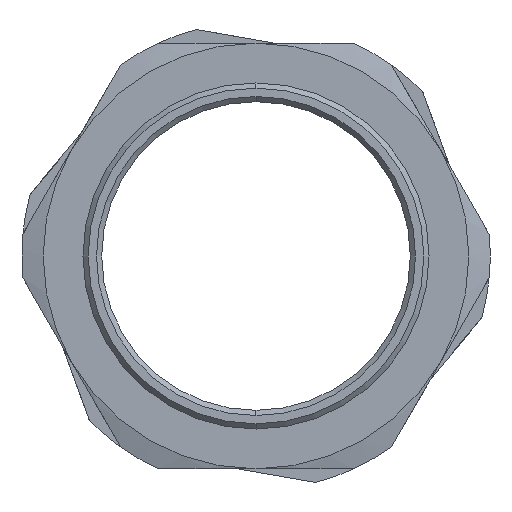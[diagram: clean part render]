
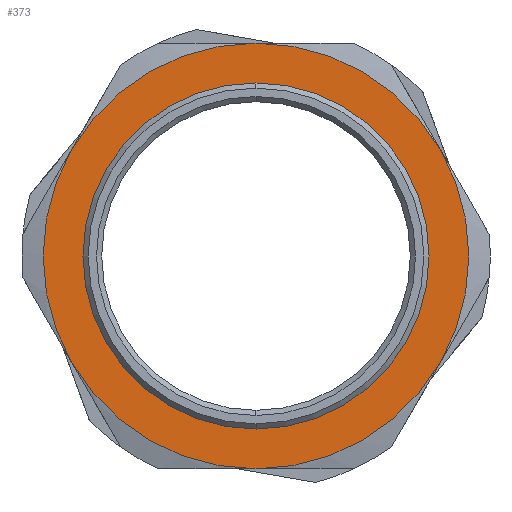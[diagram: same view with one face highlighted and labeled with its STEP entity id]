
A CAD part, left-side view. The second image highlights one B-rep face of the part: STEP entity #373.
In plain terms, the highlighted planar face has unit normal (-1, 0, 0).
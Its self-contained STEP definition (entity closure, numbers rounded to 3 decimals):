
#32 = DIRECTION ( 'NONE',  ( 0., 0., 1. ) ) ;
#51 = CIRCLE ( 'NONE', #2201, 61.5 ) ;
#84 = AXIS2_PLACEMENT_3D ( 'NONE', #504, #2236, #32 ) ;
#86 = CARTESIAN_POINT ( 'NONE',  ( 24.3, 53.261, -30.75 ) ) ;
#102 = ORIENTED_EDGE ( 'NONE', *, *, #1214, .F. ) ;
#116 = DIRECTION ( 'NONE',  ( 1., 0., 0. ) ) ;
#135 = DIRECTION ( 'NONE',  ( 0., 0., -1. ) ) ;
#137 = VERTEX_POINT ( 'NONE', #1000 ) ;
#144 = AXIS2_PLACEMENT_3D ( 'NONE', #2640, #1341, #482 ) ;
#165 = EDGE_LOOP ( 'NONE', ( #2229, #1935, #2307, #102, #1225, #1764 ) ) ;
#203 = AXIS2_PLACEMENT_3D ( 'NONE', #2571, #1955, #2363 ) ;
#213 = CARTESIAN_POINT ( 'NONE',  ( 24.3, -53.261, -30.75 ) ) ;
#260 = EDGE_CURVE ( 'NONE', #137, #324, #1079, .T. ) ;
#324 = VERTEX_POINT ( 'NONE', #86 ) ;
#346 = CARTESIAN_POINT ( 'NONE',  ( 24.3, 0., 61.5 ) ) ;
#356 = FACE_OUTER_BOUND ( 'NONE', #165, .T. ) ;
#373 = ADVANCED_FACE ( 'NONE', ( #2749, #356 ), #1867, .F. ) ;
#386 = CARTESIAN_POINT ( 'NONE',  ( 24.3, 0., 50. ) ) ;
#397 = CARTESIAN_POINT ( 'NONE',  ( 24.3, 0., -50. ) ) ;
#424 = DIRECTION ( 'NONE',  ( 0., 0., -1. ) ) ;
#472 = CARTESIAN_POINT ( 'NONE',  ( 24.3, 0., 0. ) ) ;
#482 = DIRECTION ( 'NONE',  ( 0., 0., -1. ) ) ;
#504 = CARTESIAN_POINT ( 'NONE',  ( 24.3, 0., 0. ) ) ;
#570 = ORIENTED_EDGE ( 'NONE', *, *, #2811, .T. ) ;
#698 = CIRCLE ( 'NONE', #84, 61.5 ) ;
#716 = VERTEX_POINT ( 'NONE', #2110 ) ;
#719 = DIRECTION ( 'NONE',  ( 1., 0., 0. ) ) ;
#730 = AXIS2_PLACEMENT_3D ( 'NONE', #2234, #735, #1135 ) ;
#735 = DIRECTION ( 'NONE',  ( 1., 0., 0. ) ) ;
#769 = CIRCLE ( 'NONE', #2758, 61.5 ) ;
#905 = AXIS2_PLACEMENT_3D ( 'NONE', #2657, #719, #952 ) ;
#935 = DIRECTION ( 'NONE',  ( 0., 0., -1. ) ) ;
#952 = DIRECTION ( 'NONE',  ( 0., 0., -1. ) ) ;
#990 = EDGE_LOOP ( 'NONE', ( #570, #1484 ) ) ;
#1000 = CARTESIAN_POINT ( 'NONE',  ( 24.3, 0., -61.5 ) ) ;
#1079 = CIRCLE ( 'NONE', #1918, 61.5 ) ;
#1135 = DIRECTION ( 'NONE',  ( 0., 0., -1. ) ) ;
#1214 = EDGE_CURVE ( 'NONE', #1417, #716, #769, .T. ) ;
#1225 = ORIENTED_EDGE ( 'NONE', *, *, #2825, .T. ) ;
#1300 = DIRECTION ( 'NONE',  ( 1., 0., 0. ) ) ;
#1341 = DIRECTION ( 'NONE',  ( 1., 0., 0. ) ) ;
#1380 = CIRCLE ( 'NONE', #730, 61.5 ) ;
#1381 = CARTESIAN_POINT ( 'NONE',  ( 24.3, 0., 0. ) ) ;
#1409 = CIRCLE ( 'NONE', #905, 50. ) ;
#1417 = VERTEX_POINT ( 'NONE', #346 ) ;
#1484 = ORIENTED_EDGE ( 'NONE', *, *, #1745, .T. ) ;
#1505 = CIRCLE ( 'NONE', #203, 61.5 ) ;
#1542 = CIRCLE ( 'NONE', #144, 50. ) ;
#1574 = VERTEX_POINT ( 'NONE', #386 ) ;
#1702 = EDGE_CURVE ( 'NONE', #2673, #137, #1380, .T. ) ;
#1745 = EDGE_CURVE ( 'NONE', #1574, #1815, #1542, .T. ) ;
#1764 = ORIENTED_EDGE ( 'NONE', *, *, #1788, .F. ) ;
#1788 = EDGE_CURVE ( 'NONE', #324, #2281, #1505, .T. ) ;
#1815 = VERTEX_POINT ( 'NONE', #397 ) ;
#1867 = PLANE ( 'NONE',  #2061 ) ;
#1918 = AXIS2_PLACEMENT_3D ( 'NONE', #2596, #1300, #424 ) ;
#1935 = ORIENTED_EDGE ( 'NONE', *, *, #1702, .F. ) ;
#1955 = DIRECTION ( 'NONE',  ( 1., 0., 0. ) ) ;
#2024 = EDGE_CURVE ( 'NONE', #716, #2673, #51, .T. ) ;
#2061 = AXIS2_PLACEMENT_3D ( 'NONE', #2317, #116, #135 ) ;
#2072 = CARTESIAN_POINT ( 'NONE',  ( 24.3, 53.261, 30.75 ) ) ;
#2110 = CARTESIAN_POINT ( 'NONE',  ( 24.3, -53.261, 30.75 ) ) ;
#2201 = AXIS2_PLACEMENT_3D ( 'NONE', #472, #2219, #935 ) ;
#2219 = DIRECTION ( 'NONE',  ( 1., 0., 0. ) ) ;
#2227 = DIRECTION ( 'NONE',  ( 0., 0., -1. ) ) ;
#2229 = ORIENTED_EDGE ( 'NONE', *, *, #260, .F. ) ;
#2234 = CARTESIAN_POINT ( 'NONE',  ( 24.3, 0., 0. ) ) ;
#2236 = DIRECTION ( 'NONE',  ( -1., 0., 0. ) ) ;
#2263 = DIRECTION ( 'NONE',  ( 1., 0., 0. ) ) ;
#2281 = VERTEX_POINT ( 'NONE', #2072 ) ;
#2307 = ORIENTED_EDGE ( 'NONE', *, *, #2024, .F. ) ;
#2317 = CARTESIAN_POINT ( 'NONE',  ( 24.3, 50., 0. ) ) ;
#2363 = DIRECTION ( 'NONE',  ( 0., 0., -1. ) ) ;
#2571 = CARTESIAN_POINT ( 'NONE',  ( 24.3, 0., 0. ) ) ;
#2596 = CARTESIAN_POINT ( 'NONE',  ( 24.3, 0., 0. ) ) ;
#2640 = CARTESIAN_POINT ( 'NONE',  ( 24.3, 0., 0. ) ) ;
#2657 = CARTESIAN_POINT ( 'NONE',  ( 24.3, 0., 0. ) ) ;
#2673 = VERTEX_POINT ( 'NONE', #213 ) ;
#2749 = FACE_BOUND ( 'NONE', #990, .T. ) ;
#2758 = AXIS2_PLACEMENT_3D ( 'NONE', #1381, #2263, #2227 ) ;
#2811 = EDGE_CURVE ( 'NONE', #1815, #1574, #1409, .T. ) ;
#2825 = EDGE_CURVE ( 'NONE', #1417, #2281, #698, .T. ) ;
